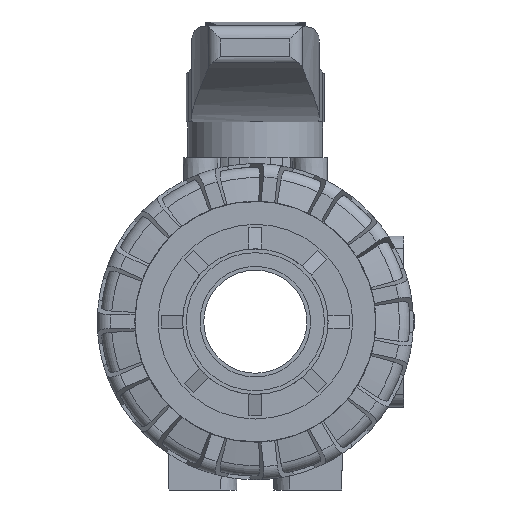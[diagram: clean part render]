
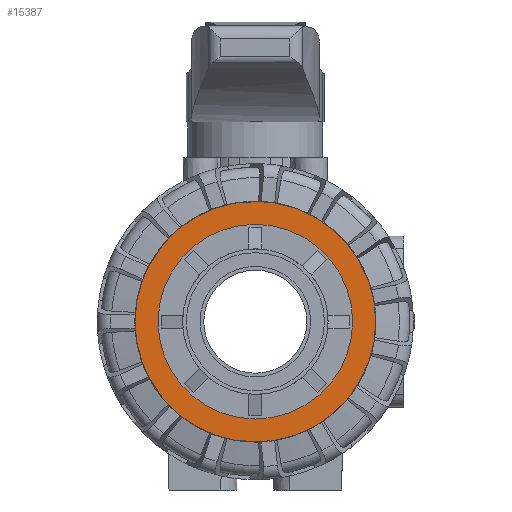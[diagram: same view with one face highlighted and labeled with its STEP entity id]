
A CAD part, left-side view. The second image highlights one B-rep face of the part: STEP entity #15387.
In plain terms, the highlighted face is planar.
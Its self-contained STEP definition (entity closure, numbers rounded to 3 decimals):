
#1210=FACE_BOUND($,#3163,.T.);
#1211=FACE_BOUND($,#3164,.T.);
#1697=CIRCLE($,#16746,22.55);
#1713=CIRCLE($,#16791,27.9);
#3163=EDGE_LOOP($,(#12273));
#3164=EDGE_LOOP($,(#12274));
#6415=VERTEX_POINT($,#26769);
#6423=VERTEX_POINT($,#26857);
#8439=EDGE_CURVE($,#6415,#6415,#1697,.T.);
#8483=EDGE_CURVE($,#6423,#6423,#1713,.T.);
#12273=ORIENTED_EDGE($,*,*,#8439,.T.);
#12274=ORIENTED_EDGE($,*,*,#8483,.T.);
#14570=PLANE($,#16825);
#15387=ADVANCED_FACE($,(#1210,#1211),#14570,.T.);
#16746=AXIS2_PLACEMENT_3D($,#26770,#20357,#20358);
#16791=AXIS2_PLACEMENT_3D($,#26858,#20461,#20462);
#16825=AXIS2_PLACEMENT_3D($,#26894,#20531,#20532);
#20357=DIRECTION('center_axis',(0.,0.,-1.));
#20358=DIRECTION('ref_axis',(-1.,0.,0.));
#20461=DIRECTION('center_axis',(0.,0.,1.));
#20462=DIRECTION('ref_axis',(1.,0.,0.));
#20531=DIRECTION('center_axis',(0.,0.,1.));
#20532=DIRECTION('ref_axis',(1.,0.,0.));
#26769=CARTESIAN_POINT('',(22.55,0.,32.5));
#26770=CARTESIAN_POINT('Origin',(0.,0.,32.5));
#26857=CARTESIAN_POINT('',(0.,-27.9,32.5));
#26858=CARTESIAN_POINT('Origin',(0.,0.,32.5));
#26894=CARTESIAN_POINT('Origin',(0.,0.,32.5));
